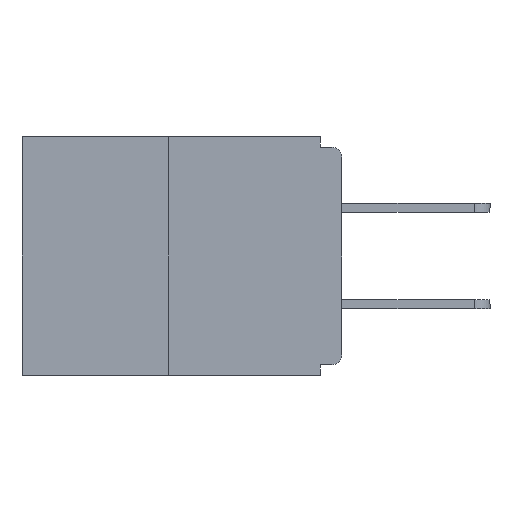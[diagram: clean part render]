
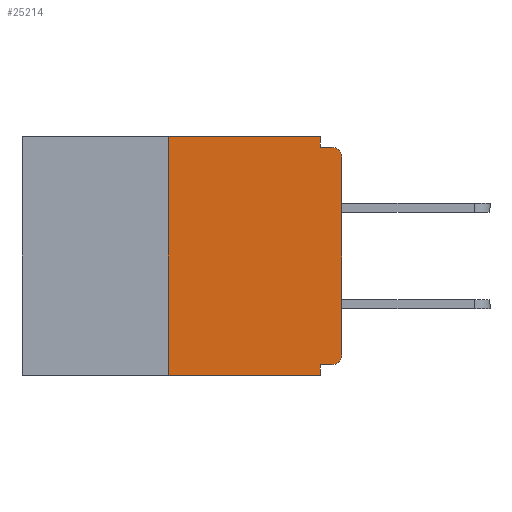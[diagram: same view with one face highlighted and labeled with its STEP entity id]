
A CAD part, left-side view. The second image highlights one B-rep face of the part: STEP entity #25214.
In plain terms, the highlighted planar face has unit normal (-1, 0, 0).
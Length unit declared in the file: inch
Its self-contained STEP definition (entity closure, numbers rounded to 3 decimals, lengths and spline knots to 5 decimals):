
#297 = DIRECTION ( 'NONE',  ( -1., 0., 0. ) ) ;
#914 = PLANE ( 'NONE',  #4143 ) ;
#931 = CARTESIAN_POINT ( 'NONE',  ( 0., 0.25, 0. ) ) ;
#968 = AXIS2_PLACEMENT_3D ( 'NONE', #17205, #297, #19524 ) ;
#3290 = DIRECTION ( 'NONE',  ( 0., -1., 0. ) ) ;
#3395 = EDGE_CURVE ( 'NONE', #8840, #28929, #9036, .T. ) ;
#3659 = ORIENTED_EDGE ( 'NONE', *, *, #16480, .T. ) ;
#4039 = VECTOR ( 'NONE', #30335, 39.37008 ) ;
#4143 = AXIS2_PLACEMENT_3D ( 'NONE', #15765, #9045, #12202 ) ;
#4239 = ORIENTED_EDGE ( 'NONE', *, *, #23534, .F. ) ;
#4896 = CARTESIAN_POINT ( 'NONE',  ( 0., 0.031, 0. ) ) ;
#5230 = LINE ( 'NONE', #9094, #18753 ) ;
#5545 = LINE ( 'NONE', #8881, #4039 ) ;
#6141 = ORIENTED_EDGE ( 'NONE', *, *, #22378, .T. ) ;
#6534 = CARTESIAN_POINT ( 'NONE',  ( 0., 0., -0.015 ) ) ;
#7950 = CARTESIAN_POINT ( 'NONE',  ( 0., 0.015, -0.015 ) ) ;
#8232 = EDGE_CURVE ( 'NONE', #14628, #12188, #15121, .T. ) ;
#8441 = DIRECTION ( 'NONE',  ( 0., 0., 1. ) ) ;
#8674 = VERTEX_POINT ( 'NONE', #20692 ) ;
#8840 = VERTEX_POINT ( 'NONE', #21617 ) ;
#8881 = CARTESIAN_POINT ( 'NONE',  ( 0., 0.46, 0. ) ) ;
#9036 = CIRCLE ( 'NONE', #16173, 0.015 ) ;
#9045 = DIRECTION ( 'NONE',  ( 1., 0., 0. ) ) ;
#9094 = CARTESIAN_POINT ( 'NONE',  ( 0., 0.031, -0.343 ) ) ;
#10348 = DIRECTION ( 'NONE',  ( 0., 0., -1. ) ) ;
#10894 = EDGE_CURVE ( 'NONE', #8674, #21485, #5230, .T. ) ;
#10911 = VERTEX_POINT ( 'NONE', #23630 ) ;
#11397 = EDGE_CURVE ( 'NONE', #28122, #16992, #16090, .T. ) ;
#12172 = LINE ( 'NONE', #6534, #17367 ) ;
#12188 = VERTEX_POINT ( 'NONE', #16032 ) ;
#12202 = DIRECTION ( 'NONE',  ( 0., 0., -1. ) ) ;
#12399 = CARTESIAN_POINT ( 'NONE',  ( 0., 0.031, -0.343 ) ) ;
#12656 = CARTESIAN_POINT ( 'NONE',  ( 0., 0.25, 0. ) ) ;
#12943 = ORIENTED_EDGE ( 'NONE', *, *, #11397, .F. ) ;
#13265 = EDGE_CURVE ( 'NONE', #16992, #14628, #5545, .T. ) ;
#13272 = VECTOR ( 'NONE', #3290, 39.37008 ) ;
#14628 = VERTEX_POINT ( 'NONE', #4896 ) ;
#14693 = CARTESIAN_POINT ( 'NONE',  ( 0., 0., -0.328 ) ) ;
#15121 = LINE ( 'NONE', #15170, #25710 ) ;
#15170 = CARTESIAN_POINT ( 'NONE',  ( 0., 0.031, 0. ) ) ;
#15359 = VECTOR ( 'NONE', #8441, 39.37008 ) ;
#15400 = ORIENTED_EDGE ( 'NONE', *, *, #8232, .F. ) ;
#15765 = CARTESIAN_POINT ( 'NONE',  ( 0., 0.46, 0. ) ) ;
#15968 = DIRECTION ( 'NONE',  ( 0., -1., 0. ) ) ;
#16032 = CARTESIAN_POINT ( 'NONE',  ( 0., 0.031, -0.015 ) ) ;
#16090 = LINE ( 'NONE', #12656, #15359 ) ;
#16173 = AXIS2_PLACEMENT_3D ( 'NONE', #23987, #30932, #28713 ) ;
#16480 = EDGE_CURVE ( 'NONE', #10911, #17778, #25719, .T. ) ;
#16992 = VERTEX_POINT ( 'NONE', #931 ) ;
#17205 = CARTESIAN_POINT ( 'NONE',  ( 0., 0.015, -0.03 ) ) ;
#17367 = VECTOR ( 'NONE', #15968, 39.37008 ) ;
#17519 = VECTOR ( 'NONE', #28557, 39.37008 ) ;
#17778 = VERTEX_POINT ( 'NONE', #7950 ) ;
#18422 = ORIENTED_EDGE ( 'NONE', *, *, #29245, .F. ) ;
#18753 = VECTOR ( 'NONE', #25965, 39.37008 ) ;
#19522 = DIRECTION ( 'NONE',  ( 0., 1., 0. ) ) ;
#19524 = DIRECTION ( 'NONE',  ( 0., 0., -1. ) ) ;
#19635 = LINE ( 'NONE', #27259, #13272 ) ;
#20542 = VECTOR ( 'NONE', #19522, 39.37008 ) ;
#20692 = CARTESIAN_POINT ( 'NONE',  ( 0., 0.031, -0.328 ) ) ;
#21299 = LINE ( 'NONE', #14693, #20542 ) ;
#21485 = VERTEX_POINT ( 'NONE', #12399 ) ;
#21617 = CARTESIAN_POINT ( 'NONE',  ( 0., 0.015, -0.328 ) ) ;
#22378 = EDGE_CURVE ( 'NONE', #28929, #10911, #22441, .T. ) ;
#22441 = LINE ( 'NONE', #28755, #17519 ) ;
#22503 = ORIENTED_EDGE ( 'NONE', *, *, #10894, .F. ) ;
#23449 = FACE_OUTER_BOUND ( 'NONE', #27115, .T. ) ;
#23534 = EDGE_CURVE ( 'NONE', #8840, #8674, #21299, .T. ) ;
#23630 = CARTESIAN_POINT ( 'NONE',  ( 0., 0., -0.03 ) ) ;
#23987 = CARTESIAN_POINT ( 'NONE',  ( 0., 0.015, -0.313 ) ) ;
#25214 = ADVANCED_FACE ( 'NONE', ( #23449 ), #914, .F. ) ;
#25710 = VECTOR ( 'NONE', #10348, 39.37008 ) ;
#25719 = CIRCLE ( 'NONE', #968, 0.015 ) ;
#25965 = DIRECTION ( 'NONE',  ( 0., 0., -1. ) ) ;
#26199 = CARTESIAN_POINT ( 'NONE',  ( 0., 0., -0.313 ) ) ;
#26669 = ORIENTED_EDGE ( 'NONE', *, *, #13265, .F. ) ;
#26710 = ORIENTED_EDGE ( 'NONE', *, *, #3395, .T. ) ;
#26943 = CARTESIAN_POINT ( 'NONE',  ( 0., 0.25, -0.343 ) ) ;
#27115 = EDGE_LOOP ( 'NONE', ( #26669, #12943, #28689, #22503, #4239, #26710, #6141, #3659, #18422, #15400 ) ) ;
#27259 = CARTESIAN_POINT ( 'NONE',  ( 0., 0.46, -0.343 ) ) ;
#28122 = VERTEX_POINT ( 'NONE', #26943 ) ;
#28557 = DIRECTION ( 'NONE',  ( 0., 0., 1. ) ) ;
#28689 = ORIENTED_EDGE ( 'NONE', *, *, #28746, .T. ) ;
#28713 = DIRECTION ( 'NONE',  ( 0., 0., -1. ) ) ;
#28746 = EDGE_CURVE ( 'NONE', #28122, #21485, #19635, .T. ) ;
#28755 = CARTESIAN_POINT ( 'NONE',  ( 0., 0., 0. ) ) ;
#28929 = VERTEX_POINT ( 'NONE', #26199 ) ;
#29245 = EDGE_CURVE ( 'NONE', #12188, #17778, #12172, .T. ) ;
#30335 = DIRECTION ( 'NONE',  ( 0., -1., 0. ) ) ;
#30932 = DIRECTION ( 'NONE',  ( -1., 0., 0. ) ) ;
